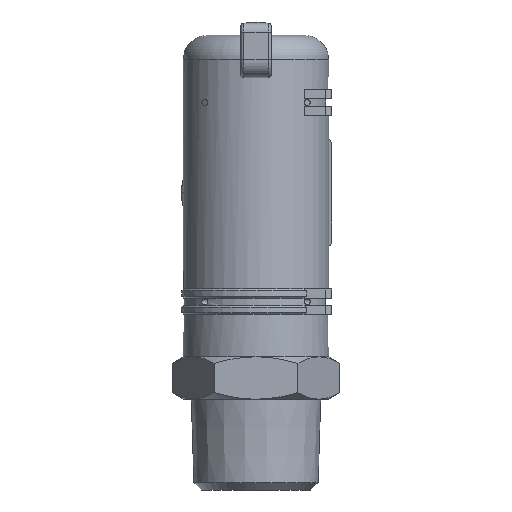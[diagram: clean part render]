
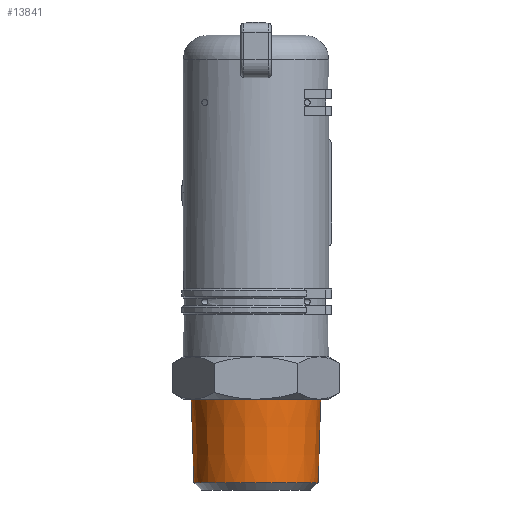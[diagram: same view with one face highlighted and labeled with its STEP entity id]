
A CAD part, front view. The second image highlights one B-rep face of the part: STEP entity #13841.
In plain terms, the highlighted conical face has half-angle 1.795 degrees and reference radius 10.455 mm.
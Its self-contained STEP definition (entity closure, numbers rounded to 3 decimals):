
#100=CONICAL_SURFACE('',#14744,10.455,0.031);
#117=CIRCLE('',#13907,10.69);
#264=CIRCLE('',#14745,10.258);
#8160=ORIENTED_EDGE('',*,*,#8233,.F.);
#8161=ORIENTED_EDGE('',*,*,#10122,.F.);
#8233=EDGE_CURVE('',#10164,#10164,#117,.T.);
#10122=EDGE_CURVE('',#11421,#11421,#264,.T.);
#10164=VERTEX_POINT('',#18452);
#11421=VERTEX_POINT('',#22911);
#12246=EDGE_LOOP('',(#8160));
#12247=EDGE_LOOP('',(#8161));
#13041=FACE_BOUND('',#12246,.T.);
#13042=FACE_BOUND('',#12247,.T.);
#13841=ADVANCED_FACE('',(#13041,#13042),#100,.T.);
#13907=AXIS2_PLACEMENT_3D('',#18451,#14851,#14852);
#14744=AXIS2_PLACEMENT_3D('',#22909,#18213,#18214);
#14745=AXIS2_PLACEMENT_3D('',#22910,#18215,#18216);
#14851=DIRECTION('',(0.,0.,1.));
#14852=DIRECTION('',(1.,0.,0.));
#18213=DIRECTION('',(0.,0.,1.));
#18214=DIRECTION('',(-1.,0.,0.));
#18215=DIRECTION('',(0.,0.,-1.));
#18216=DIRECTION('',(1.,0.,0.));
#18451=CARTESIAN_POINT('',(155.882,0.,-62.355));
#18452=CARTESIAN_POINT('',(166.572,0.,-62.355));
#22909=CARTESIAN_POINT('',(155.882,0.,-69.855));
#22910=CARTESIAN_POINT('',(155.882,0.,-76.155));
#22911=CARTESIAN_POINT('',(166.14,0.,-76.155));
